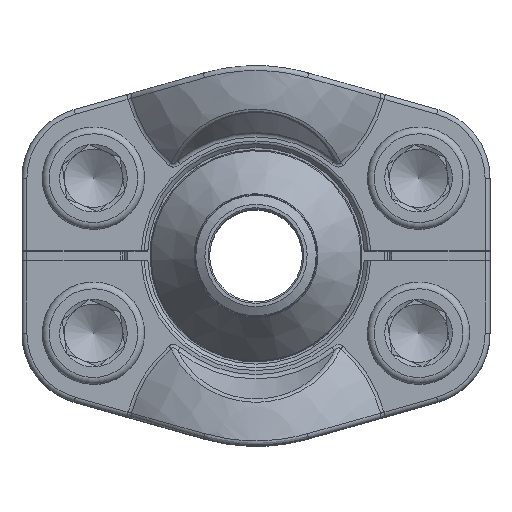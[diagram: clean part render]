
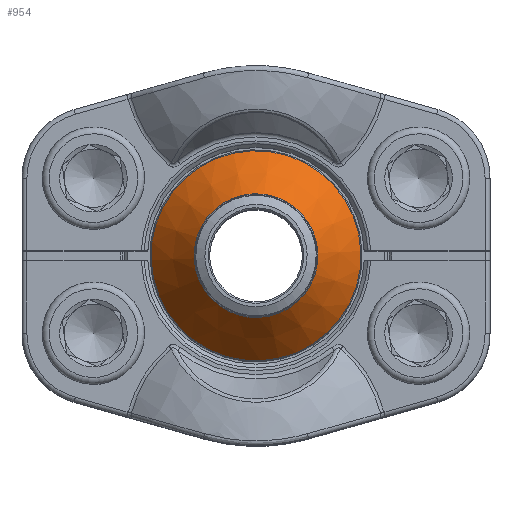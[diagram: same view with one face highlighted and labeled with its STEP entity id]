
A CAD part, top view. The second image highlights one B-rep face of the part: STEP entity #954.
In plain terms, the highlighted conical face has half-angle 37.626 degrees and reference radius 21.75 mm.
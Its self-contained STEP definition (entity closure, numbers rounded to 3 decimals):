
#539=CONICAL_SURFACE('',#3699,21.75,37.626);
#622=FACE_BOUND('',#1389,.T.);
#623=FACE_BOUND('',#1390,.T.);
#954=ADVANCED_FACE('',(#622,#623),#539,.T.);
#1389=EDGE_LOOP('',(#2065));
#1390=EDGE_LOOP('',(#2066));
#2065=ORIENTED_EDGE('',*,*,#3046,.T.);
#2066=ORIENTED_EDGE('',*,*,#3047,.T.);
#2729=VERTEX_POINT('',#5633);
#2730=VERTEX_POINT('',#5635);
#3046=EDGE_CURVE('',#2729,#2729,#3403,.T.);
#3047=EDGE_CURVE('',#2730,#2730,#3404,.T.);
#3403=CIRCLE('',#3697,12.708);
#3404=CIRCLE('',#3698,21.542);
#3697=AXIS2_PLACEMENT_3D('',#5632,#4319,#4320);
#3698=AXIS2_PLACEMENT_3D('',#5634,#4321,#4322);
#3699=AXIS2_PLACEMENT_3D('',#5636,#4323,#4324);
#4319=DIRECTION('',(-1.,0.,0.));
#4320=DIRECTION('',(0.,0.,1.));
#4321=DIRECTION('',(1.,0.,0.));
#4322=DIRECTION('',(0.,0.,-1.));
#4323=DIRECTION('',(-1.,0.,0.));
#4324=DIRECTION('',(0.,0.,1.));
#5632=CARTESIAN_POINT('',(39.73,0.,0.));
#5633=CARTESIAN_POINT('',(39.73,0.,12.708));
#5634=CARTESIAN_POINT('',(28.27,0.,0.));
#5635=CARTESIAN_POINT('',(28.27,0.,-21.542));
#5636=CARTESIAN_POINT('',(28.,0.,0.));
